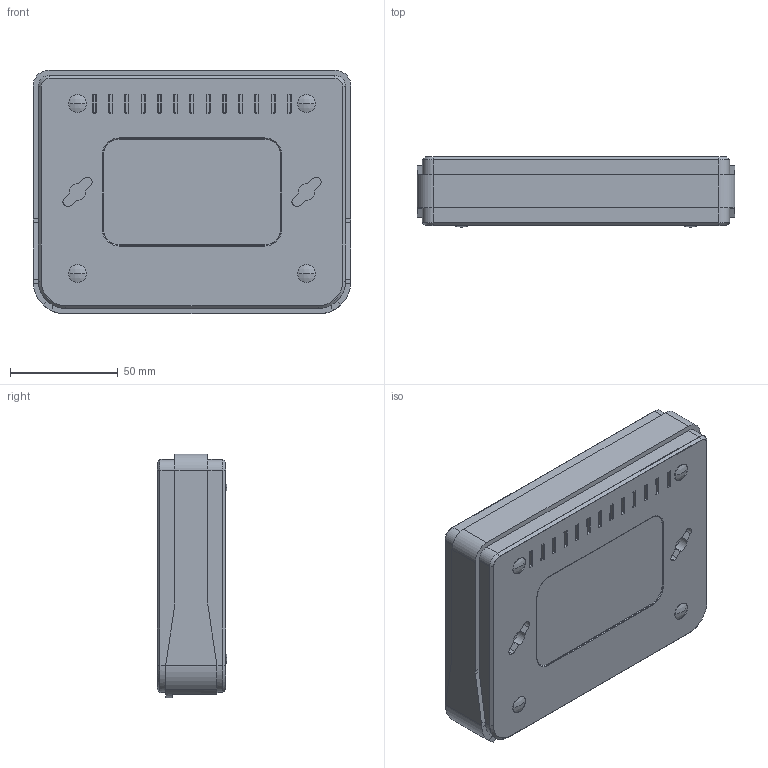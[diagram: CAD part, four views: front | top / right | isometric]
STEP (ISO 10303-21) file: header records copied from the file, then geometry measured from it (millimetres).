
FILE_DESCRIPTION (( 'STEP AP214' ), '1' );
FILE_NAME ('am-0839 Wireless_Bridge.STEP', '2015-01-22T15:03:05', ( '' ), ( '' ), 'SwSTEP 2.0', 'SolidWorks 2014', '' );
FILE_SCHEMA (( 'AUTOMOTIVE_DESIGN' ));
Length unit declared in the file: inch
Products named in the file (1): am-0839 Wireless_Bridge
Bounding box: 147.25 x 32.38 x 112.96 mm (x, y, z)
Volume: 486400.3 mm3; surface area: 59468.3 mm2
Topology: 3 solids, 3 shells, 697 faces, 1796 edges, 1176 vertices
Faces by surface type: plane 453, cylinder 194, torus 34, sphere 8, cone 8
Entity records: 23465 total; most frequent: CARTESIAN_POINT 3694, DIRECTION 3652, ORIENTED_EDGE 3592, EDGE_CURVE 1796, VECTOR 1320, LINE 1320, VERTEX_POINT 1176, AXIS2_PLACEMENT_3D 1166
